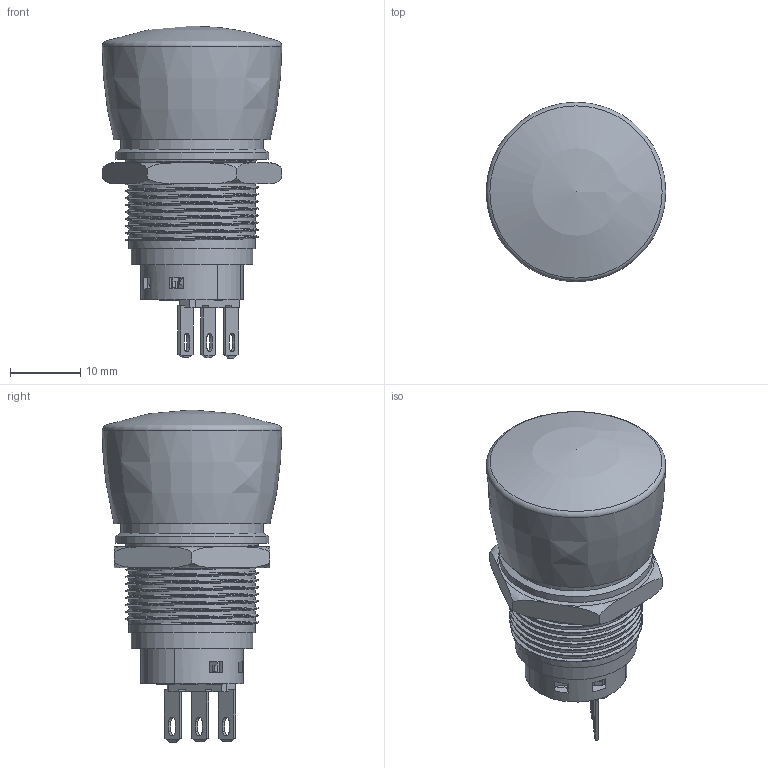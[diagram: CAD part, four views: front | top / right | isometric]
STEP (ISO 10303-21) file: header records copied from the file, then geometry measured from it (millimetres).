
FILE_DESCRIPTION(/* description */ (''),/* implementation_level */ '2;1');
FILE_NAME(/* name */ 'J19_A11_x_t.stp',/* time_stamp */ '2019-11-28T11:30:52+08:00',/* author */ (''),/* organization */ (''),/* preprocessor_version */ 'ST-DEVELOPER v11',/* originating_system */ 'SIEMENS UGS NX 6.0',/* authorisation */ '');
FILE_SCHEMA (('CONFIG_CONTROL_DESIGN'));
Length unit declared in the file: millimetre
Products named in the file (11): solid_id51_x_t; solid_id46_x_t; solid_id41_x_t; solid_id36_x_t; solid_id31_x_t; solid_id26_x_t; solid_id21_x_t; solid_id16_x_t; solid_id11_x_t; solid_id6_x_t; J19_A11_x_t
Assembly tree (10 placements, depth 2):
  J19_A11_x_t
    solid_id6_x_t
    solid_id11_x_t
    solid_id16_x_t
    solid_id21_x_t
    solid_id26_x_t
    solid_id31_x_t
    solid_id36_x_t
    solid_id41_x_t
    solid_id46_x_t
    solid_id51_x_t
Bounding box: 25.5 x 25.5 x 47.11 mm (x, y, z)
Volume: 14140.3 mm3; surface area: 10926.9 mm2
Topology: 10 solids, 10 shells, 945 faces, 2580 edges, 1678 vertices
Faces by surface type: plane 676, cylinder 140, bspline 93, torus 16, cone 10, extrusion 9, sphere 1
Full cylindrical faces by diameter (mm): 0.43 x1, 1 x3, 1.8 x1, 14.5 x1, 15.5 x1, 15.7 x1, 16.5 x1, 17.3 x2, 17.5 x1, 18 x11, 20.2 x1, 20.5 x1, 21.8 x1
Entity records: 50365 total; most frequent: CARTESIAN_POINT 26674, ORIENTED_EDGE 5022, DIRECTION 3966, EDGE_CURVE 2511, VECTOR 1802, LINE 1793, VERTEX_POINT 1655, AXIS2_PLACEMENT_3D 1082
